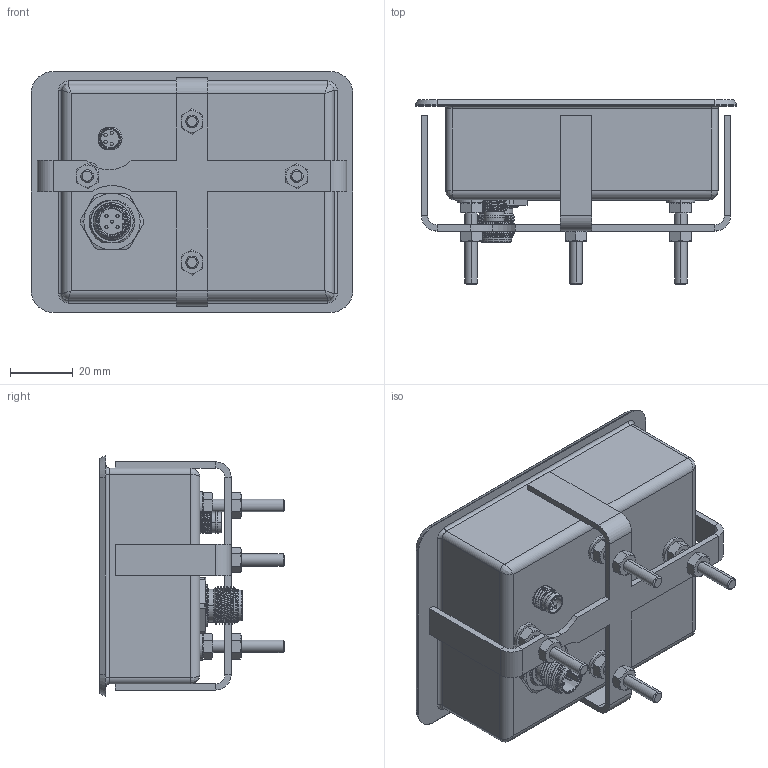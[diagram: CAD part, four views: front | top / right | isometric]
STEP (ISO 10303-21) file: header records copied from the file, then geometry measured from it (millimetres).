
FILE_DESCRIPTION (( 'STEP AP203' ), '1' );
FILE_NAME ('P-111-230-rev-A.STEP', '2025-11-12T09:39:55', ( '' ), ( '' ), 'SwSTEP 2.0', 'SolidWorks 2024', '' );
FILE_SCHEMA (( 'CONFIG_CONTROL_DESIGN' ));
Length unit declared in the file: millimetre
Products named in the file (1): P-111-230-rev-A
Bounding box: 102.8 x 59 x 76.9 mm (x, y, z)
Volume: 203840.2 mm3; surface area: 33829.3 mm2
Topology: 1 solids, 1 shells, 455 faces, 1086 edges, 653 vertices
Faces by surface type: plane 136, bspline 122, cone 115, cylinder 78, torus 4
Entity records: 18796 total; most frequent: CARTESIAN_POINT 9682, ORIENTED_EDGE 2148, DIRECTION 1444, EDGE_CURVE 1074, VERTEX_POINT 653, AXIS2_PLACEMENT_3D 584, B_SPLINE_CURVE_WITH_KNOTS 498, EDGE_LOOP 497
